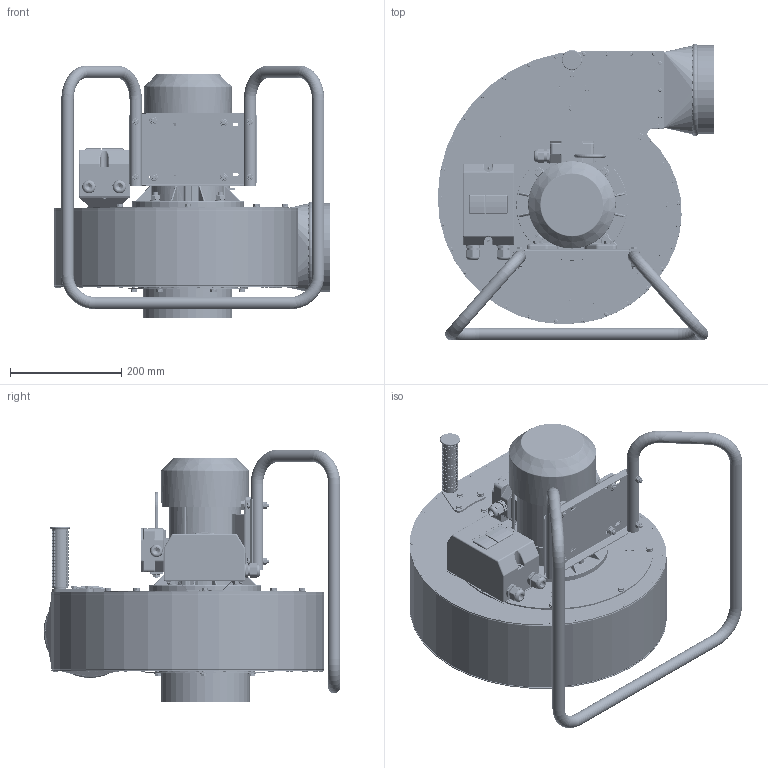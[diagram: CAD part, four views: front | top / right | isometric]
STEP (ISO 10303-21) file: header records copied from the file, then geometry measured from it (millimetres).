
FILE_DESCRIPTION(/* description */ ('805W13; 805W14 WPA-6-P-N'),/* implementation_level */ '2;1');
FILE_NAME(/* name */ '805W13; 805W14 WPA-6-P-N.stp',/* time_stamp */ '2022-05-10T14:09:24+02:00',/* author */ ('a.korpacki'),/* organization */ ('KLIMAWENT S.A.'),/* preprocessor_version */ 'ST-DEVELOPER v18.1',/* originating_system */ 'Autodesk Inventor 2021',/* authorisation */ '');
FILE_SCHEMA (('AUTOMOTIVE_DESIGN { 1 0 10303 214 3 1 1 }'));
Bounding box: 496.38 x 532.26 x 453.2 mm (x, y, z)
Volume: 5667623.7 mm3; surface area: 2978421.7 mm2
Topology: 219 solids, 219 shells, 8989 faces, 22141 edges, 14310 vertices
Faces by surface type: plane 5035, cylinder 1952, bspline 1258, cone 395, torus 322, sphere 27
Full cylindrical faces by diameter (mm): 3 x24, 3.2 x70, 3.3 x6, 3.4 x42, 3.5 x78, 4.13 x2, 4.3 x11, 4.567 x2, 4.8 x3, 4.917 x22, 5 x2, 5.5 x4, 6 x35, 6.2 x6, 6.3 x2, 6.4 x4, 6.5 x97, 6.647 x4, 6.875 x2, 7.5 x3, 7.917 x8, 8 x8, 8.376 x4, 8.4 x8, 8.88 x28, 9 x16, 9.1 x3, 10 x4, 10.1 x2, 11 x4
Entity records: 293913 total; most frequent: CARTESIAN_POINT 76116, ORIENTED_EDGE 44174, DIRECTION 40516, EDGE_CURVE 22087, VERTEX_POINT 14310, AXIS2_PLACEMENT_3D 13919, LINE 12678, VECTOR 12678
